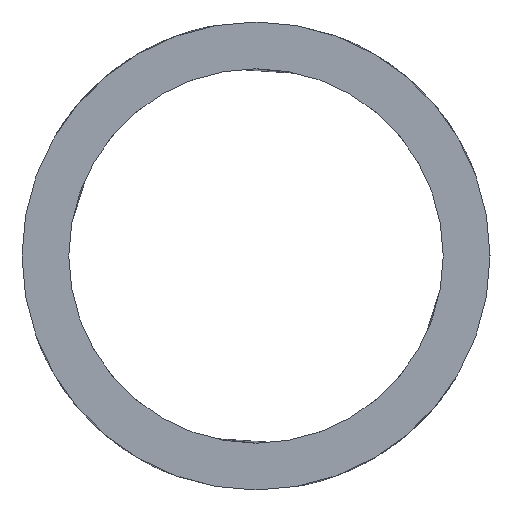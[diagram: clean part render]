
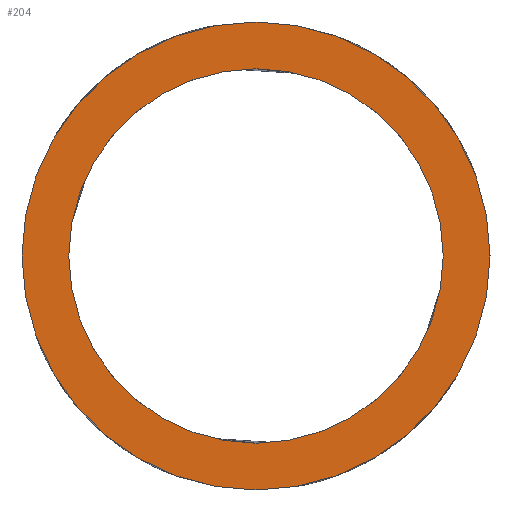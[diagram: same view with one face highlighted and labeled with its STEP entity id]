
A CAD part, left-side view. The second image highlights one B-rep face of the part: STEP entity #204.
In plain terms, the highlighted planar face has unit normal (-1, 0, 0).
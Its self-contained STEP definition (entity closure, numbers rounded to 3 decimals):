
#163=CARTESIAN_POINT('Axis2P3D Location',(0.,0.,0.)) ;
#168=CARTESIAN_POINT('Axis2P3D Location',(0.,0.,0.)) ;
#172=CARTESIAN_POINT('Vertex',(0.,-12.5,0.)) ;
#174=CARTESIAN_POINT('Vertex',(0.,12.5,0.)) ;
#177=CARTESIAN_POINT('Axis2P3D Location',(0.,0.,0.)) ;
#186=CARTESIAN_POINT('Axis2P3D Location',(0.,0.,0.)) ;
#190=CARTESIAN_POINT('Vertex',(0.,-10.,0.)) ;
#192=CARTESIAN_POINT('Vertex',(0.,10.,0.)) ;
#195=CARTESIAN_POINT('Axis2P3D Location',(0.,0.,0.)) ;
#164=DIRECTION('Axis2P3D Direction',(1.,0.,0.)) ;
#165=DIRECTION('Axis2P3D XDirection',(0.,1.,0.)) ;
#169=DIRECTION('Axis2P3D Direction',(1.,0.,0.)) ;
#178=DIRECTION('Axis2P3D Direction',(1.,0.,0.)) ;
#187=DIRECTION('Axis2P3D Direction',(1.,0.,0.)) ;
#196=DIRECTION('Axis2P3D Direction',(1.,0.,0.)) ;
#166=AXIS2_PLACEMENT_3D('Plane Axis2P3D',#163,#164,#165) ;
#170=AXIS2_PLACEMENT_3D('Circle Axis2P3D',#168,#169,$) ;
#179=AXIS2_PLACEMENT_3D('Circle Axis2P3D',#177,#178,$) ;
#188=AXIS2_PLACEMENT_3D('Circle Axis2P3D',#186,#187,$) ;
#197=AXIS2_PLACEMENT_3D('Circle Axis2P3D',#195,#196,$) ;
#183=ORIENTED_EDGE('',*,*,#176,.F.) ;
#184=ORIENTED_EDGE('',*,*,#181,.F.) ;
#201=ORIENTED_EDGE('',*,*,#194,.T.) ;
#202=ORIENTED_EDGE('',*,*,#199,.T.) ;
#203=FACE_BOUND('',#200,.T.) ;
#204=ADVANCED_FACE('Corps principal',(#185,#203),#167,.F.) ;
#171=CIRCLE('generated circle',#170,12.5) ;
#180=CIRCLE('generated circle',#179,12.5) ;
#189=CIRCLE('generated circle',#188,10.) ;
#198=CIRCLE('generated circle',#197,10.) ;
#176=EDGE_CURVE('',#173,#175,#171,.T.) ;
#181=EDGE_CURVE('',#175,#173,#180,.T.) ;
#194=EDGE_CURVE('',#191,#193,#189,.T.) ;
#199=EDGE_CURVE('',#193,#191,#198,.T.) ;
#182=EDGE_LOOP('',(#183,#184)) ;
#200=EDGE_LOOP('',(#201,#202)) ;
#185=FACE_OUTER_BOUND('',#182,.T.) ;
#167=PLANE('Plane',#166) ;
#173=VERTEX_POINT('',#172) ;
#175=VERTEX_POINT('',#174) ;
#191=VERTEX_POINT('',#190) ;
#193=VERTEX_POINT('',#192) ;
